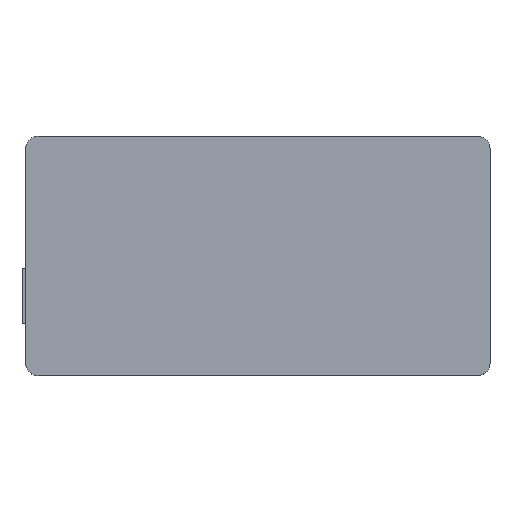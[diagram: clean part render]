
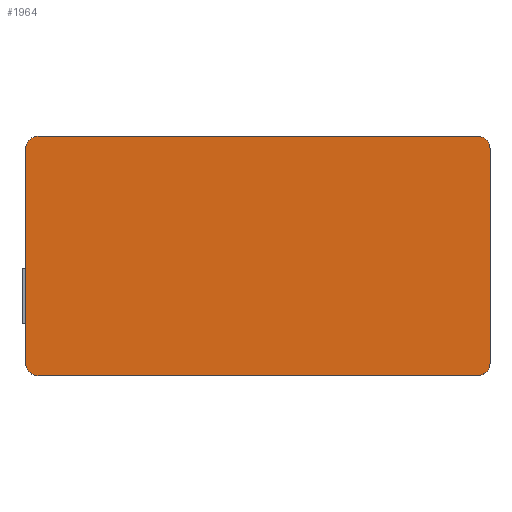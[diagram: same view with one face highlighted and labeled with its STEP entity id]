
A CAD part, top view. The second image highlights one B-rep face of the part: STEP entity #1964.
In plain terms, the highlighted planar face has unit normal (0, 0, 1).
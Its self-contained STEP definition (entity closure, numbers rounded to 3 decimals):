
#1760=CARTESIAN_POINT('',(7.,134.0,38.0));
#1761=VERTEX_POINT('',#1760);
#1768=CARTESIAN_POINT('',(253.,134.0,38.0));
#1769=VERTEX_POINT('',#1768);
#1770=CARTESIAN_POINT('',(253.,134.0,38.0));
#1771=DIRECTION('',(-1.0,0.0,0.0));
#1772=VECTOR('',#1771,246.);
#1773=LINE('',#1770,#1772);
#1774=EDGE_CURVE('',#1769,#1761,#1773,.T.);
#1791=CARTESIAN_POINT('',(0.0,127.,38.0));
#1792=VERTEX_POINT('',#1791);
#1799=CARTESIAN_POINT('',(7.,127.,38.0));
#1800=DIRECTION('',(0.0,0.0,-1.0));
#1801=DIRECTION('',(-0.707,0.707,0.0));
#1802=AXIS2_PLACEMENT_3D('',#1799,#1800,#1801);
#1803=CIRCLE('',#1802,7.);
#1804=EDGE_CURVE('',#1792,#1761,#1803,.T.);
#1816=CARTESIAN_POINT('',(0.0,7.,38.0));
#1817=VERTEX_POINT('',#1816);
#1824=CARTESIAN_POINT('',(0.0,127.0,38.0));
#1825=DIRECTION('',(0.0,-1.0,0.0));
#1826=VECTOR('',#1825,120.0);
#1827=LINE('',#1824,#1826);
#1828=EDGE_CURVE('',#1792,#1817,#1827,.T.);
#1846=CARTESIAN_POINT('',(7.,0.0,38.0));
#1847=VERTEX_POINT('',#1846);
#1854=CARTESIAN_POINT('',(7.,7.,38.0));
#1855=DIRECTION('',(0.0,0.0,-1.0));
#1856=DIRECTION('',(-0.707,-0.707,0.0));
#1857=AXIS2_PLACEMENT_3D('',#1854,#1855,#1856);
#1858=CIRCLE('',#1857,7.);
#1859=EDGE_CURVE('',#1847,#1817,#1858,.T.);
#1887=CARTESIAN_POINT('',(260.0,7.,38.0));
#1888=VERTEX_POINT('',#1887);
#1895=CARTESIAN_POINT('',(253.0,0.0,38.0));
#1896=VERTEX_POINT('',#1895);
#1897=CARTESIAN_POINT('',(253.0,7.,38.0));
#1898=DIRECTION('',(0.0,0.0,-1.0));
#1899=DIRECTION('',(0.707,-0.707,0.0));
#1900=AXIS2_PLACEMENT_3D('',#1897,#1898,#1899);
#1901=CIRCLE('',#1900,7.0);
#1902=EDGE_CURVE('',#1888,#1896,#1901,.T.);
#1920=CARTESIAN_POINT('',(7.,0.0,38.0));
#1921=DIRECTION('',(1.0,0.0,0.0));
#1922=VECTOR('',#1921,246.0);
#1923=LINE('',#1920,#1922);
#1924=EDGE_CURVE('',#1847,#1896,#1923,.T.);
#1936=CARTESIAN_POINT('',(130.,67.,38.0));
#1937=DIRECTION('',(0.0,0.0,1.0));
#1938=DIRECTION('',(1.0,0.0,0.0));
#1939=AXIS2_PLACEMENT_3D('',#1936,#1937,#1938);
#1940=PLANE('',#1939);
#1941=ORIENTED_EDGE('',*,*,#1902,.F.);
#1942=CARTESIAN_POINT('',(260.0,127.,38.0));
#1943=VERTEX_POINT('',#1942);
#1944=CARTESIAN_POINT('',(260.0,7.,38.0));
#1945=DIRECTION('',(0.0,1.0,0.0));
#1946=VECTOR('',#1945,120.);
#1947=LINE('',#1944,#1946);
#1948=EDGE_CURVE('',#1888,#1943,#1947,.T.);
#1949=ORIENTED_EDGE('',*,*,#1948,.T.);
#1950=CARTESIAN_POINT('',(253.,127.,38.0));
#1951=DIRECTION('',(0.0,0.0,-1.0));
#1952=DIRECTION('',(0.707,0.707,0.0));
#1953=AXIS2_PLACEMENT_3D('',#1950,#1951,#1952);
#1954=CIRCLE('',#1953,7.);
#1955=EDGE_CURVE('',#1769,#1943,#1954,.T.);
#1956=ORIENTED_EDGE('',*,*,#1955,.F.);
#1957=ORIENTED_EDGE('',*,*,#1774,.T.);
#1958=ORIENTED_EDGE('',*,*,#1804,.F.);
#1959=ORIENTED_EDGE('',*,*,#1828,.T.);
#1960=ORIENTED_EDGE('',*,*,#1859,.F.);
#1961=ORIENTED_EDGE('',*,*,#1924,.T.);
#1962=EDGE_LOOP('',(#1941,#1949,#1956,#1957,#1958,#1959,#1960,#1961));
#1963=FACE_OUTER_BOUND('',#1962,.T.);
#1964=ADVANCED_FACE('',(#1963),#1940,.T.);
